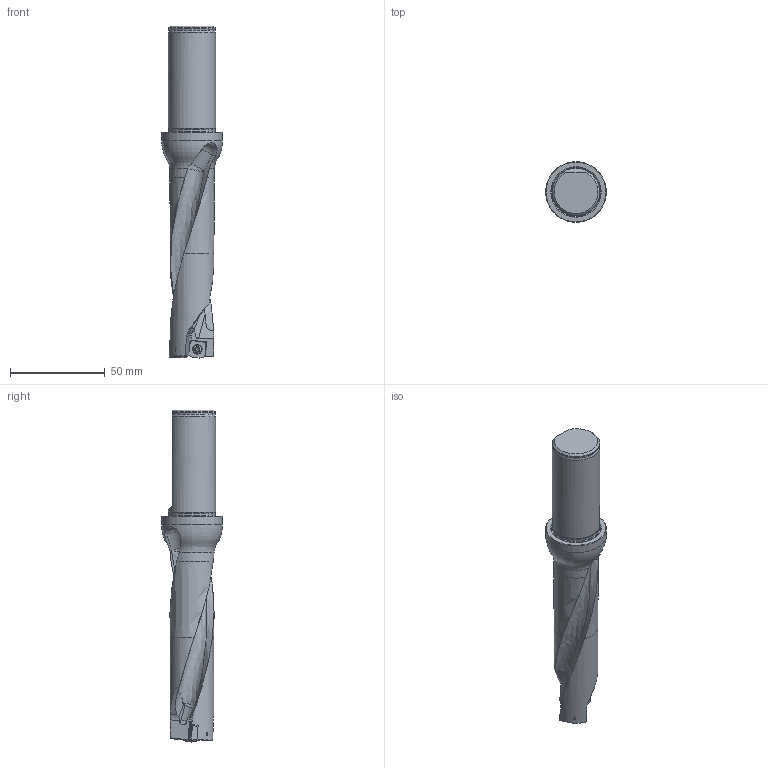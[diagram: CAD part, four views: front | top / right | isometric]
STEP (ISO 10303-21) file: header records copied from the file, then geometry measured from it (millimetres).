
FILE_DESCRIPTION(/* description */ (''),/* implementation_level */ '2;1');
FILE_NAME(/* name */ 'toolassembly_1.stp',/* time_stamp */ '2020-07-08T07:01:43+02:00',/* author */ (''),/* organization */ ('SMS'),/* preprocessor_version */ 'ST-DEVELOPER v16.7',/* originating_system */ 'SIEMENS PLM Software NX 12.0',/* authorisation */ '');
FILE_SCHEMA (('AUTOMOTIVE_DESIGN { 1 0 10303 214 3 1 1 1 }'));
Length unit declared in the file: millimetre
Products named in the file (5): CUT_20200708065752; CUT_20200708065750; NOCUT_20200708065739; ASSEMBLY_CONSTRUCTION; TOOLASSEMBLY_1
Assembly tree (4 placements, depth 2):
  TOOLASSEMBLY_1
    ASSEMBLY_CONSTRUCTION
    NOCUT_20200708065739
    CUT_20200708065750
    CUT_20200708065752
Bounding box: 32 x 32 x 175 mm (x, y, z)
Volume: 59240.7 mm3; surface area: 17124.6 mm2
Topology: 3 solids, 3 shells, 255 faces, 677 edges, 433 vertices
Faces by surface type: plane 92, cylinder 63, cone 29, extrusion 24, bspline 23, torus 14, sphere 9, revolution 1
Full cylindrical faces by diameter (mm): 2.5 x1, 3.2 x2, 4.4 x2, 24.5 x1, 24.994 x1, 32 x1
Entity records: 11447 total; most frequent: CARTESIAN_POINT 5312, ORIENTED_EDGE 1242, DIRECTION 1187, EDGE_CURVE 621, AXIS2_PLACEMENT_3D 469, VERTEX_POINT 412, EDGE_LOOP 297, ADVANCED_FACE 255
